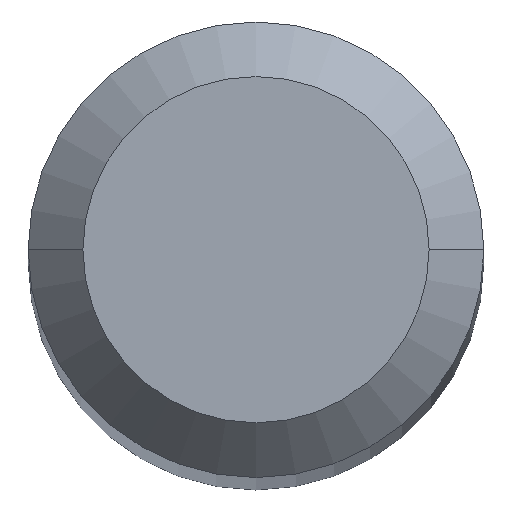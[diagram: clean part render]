
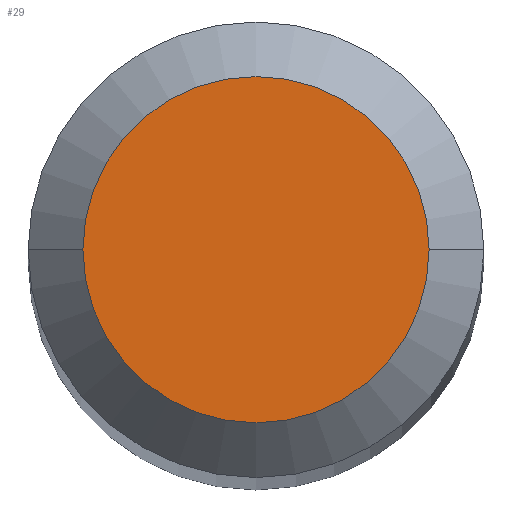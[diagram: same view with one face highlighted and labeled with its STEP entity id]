
A CAD part, top view. The second image highlights one B-rep face of the part: STEP entity #29.
In plain terms, the highlighted planar face has unit normal (0, 0, 1).
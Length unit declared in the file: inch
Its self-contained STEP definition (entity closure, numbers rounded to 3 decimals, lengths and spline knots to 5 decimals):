
#2 = EDGE_CURVE ( 'NONE', #327, #207, #42, .T. ) ;
#9 = DIRECTION ( 'NONE',  ( -1., 0., 0. ) ) ;
#29 = ADVANCED_FACE ( 'NONE', ( #412 ), #329, .F. ) ;
#30 = EDGE_LOOP ( 'NONE', ( #216, #279 ) ) ;
#42 = CIRCLE ( 'NONE', #211, 0.0475 ) ;
#44 = CARTESIAN_POINT ( 'NONE',  ( 0., 0., 0. ) ) ;
#48 = EDGE_CURVE ( 'NONE', #207, #327, #364, .T. ) ;
#67 = AXIS2_PLACEMENT_3D ( 'NONE', #405, #302, #77 ) ;
#77 = DIRECTION ( 'NONE',  ( 1., 0., 0. ) ) ;
#96 = CARTESIAN_POINT ( 'NONE',  ( 0.0475, 0., 0. ) ) ;
#180 = CARTESIAN_POINT ( 'NONE',  ( -0.0475, 0., 0. ) ) ;
#188 = DIRECTION ( 'NONE',  ( 0., 0., 1. ) ) ;
#207 = VERTEX_POINT ( 'NONE', #180 ) ;
#208 = AXIS2_PLACEMENT_3D ( 'NONE', #441, #410, #9 ) ;
#211 = AXIS2_PLACEMENT_3D ( 'NONE', #44, #188, #379 ) ;
#216 = ORIENTED_EDGE ( 'NONE', *, *, #48, .T. ) ;
#279 = ORIENTED_EDGE ( 'NONE', *, *, #2, .T. ) ;
#302 = DIRECTION ( 'NONE',  ( 0., 0., 1. ) ) ;
#327 = VERTEX_POINT ( 'NONE', #96 ) ;
#329 = PLANE ( 'NONE',  #208 ) ;
#364 = CIRCLE ( 'NONE', #67, 0.0475 ) ;
#379 = DIRECTION ( 'NONE',  ( 1., 0., 0. ) ) ;
#405 = CARTESIAN_POINT ( 'NONE',  ( 0., 0., 0. ) ) ;
#410 = DIRECTION ( 'NONE',  ( 0., 0., -1. ) ) ;
#412 = FACE_OUTER_BOUND ( 'NONE', #30, .T. ) ;
#441 = CARTESIAN_POINT ( 'NONE',  ( 0., 0.0475, 0. ) ) ;
